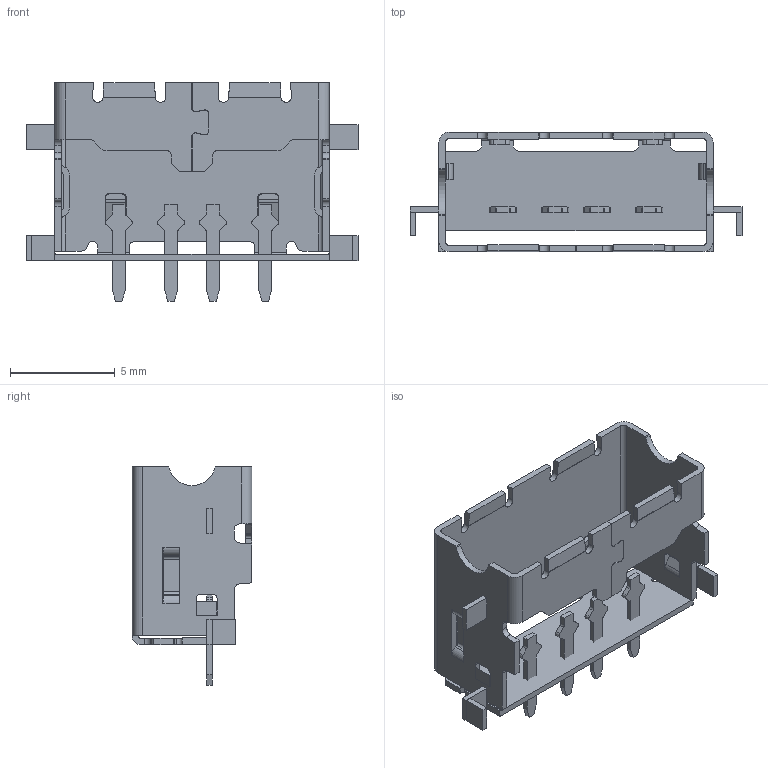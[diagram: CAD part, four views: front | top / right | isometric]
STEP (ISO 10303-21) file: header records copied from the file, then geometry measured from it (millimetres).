
FILE_DESCRIPTION(('HOOPS Exchange Step'),'2;1');
FILE_NAME('temp_export','2023-12-22T15:08:27+08:00',('lyan'),('Shapr3D Limited'),'HOOPS Exchange 2022.2','Shapr3D','Authorized');
FILE_SCHEMA( ('AUTOMOTIVE_DESIGN { 1 0 10303 214 1 1 1 1 }') );
Length unit declared in the file: millimetre
Products named in the file (2): USB1130-15-A--3DModel-STEP-1.STEP; root
Assembly tree (1 placements, depth 2):
  root
    USB1130-15-A--3DModel-STEP-1.STEP
Bounding box: 15.86 x 5.72 x 10.44 mm (x, y, z)
Volume: 85.2 mm3; surface area: 651.8 mm2
Topology: 11 solids, 11 shells, 404 faces, 1148 edges, 760 vertices
Faces by surface type: plane 250, cylinder 154
Entity records: 13285 total; most frequent: CARTESIAN_POINT 2482, ORIENTED_EDGE 2296, DIRECTION 2212, EDGE_CURVE 1148, VECTOR 808, LINE 808, VERTEX_POINT 760, AXIS2_PLACEMENT_3D 702
